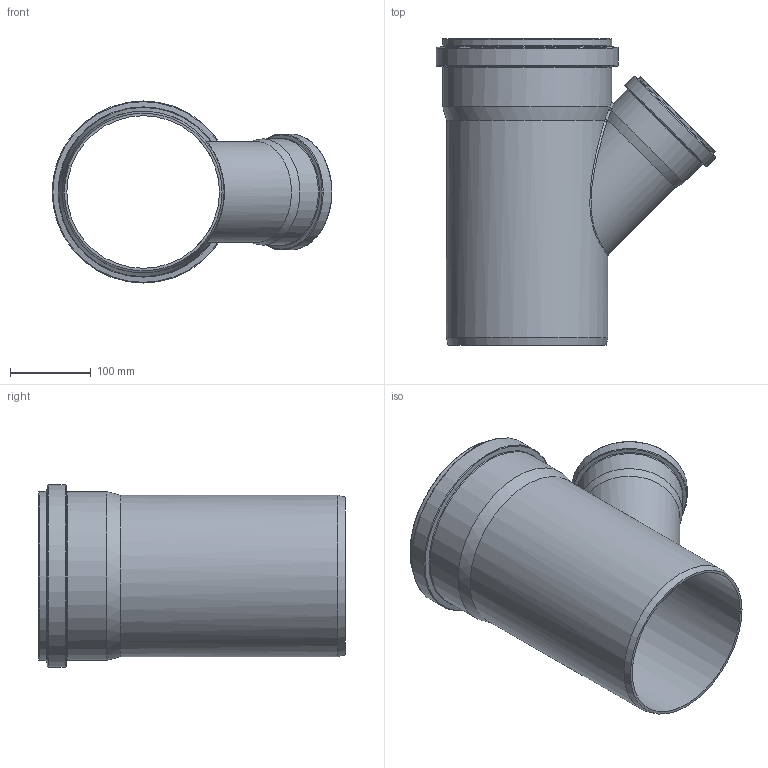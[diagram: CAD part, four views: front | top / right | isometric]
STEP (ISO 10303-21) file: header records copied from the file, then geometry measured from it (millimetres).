
FILE_DESCRIPTION(/* description */ (''),/* implementation_level */ '2;1');
FILE_NAME(/* name */ '223320 KGEA Abzweig DN_OD 200_125_45°.stp',/* time_stamp */ '2017-04-18T16:08:42+02:00',/* author */ ('user1'),/* organization */ (''),/* preprocessor_version */ 'ST-DEVELOPER v16.1',/* originating_system */ 'Autodesk Inventor 2016',/* authorisation */ '');
FILE_SCHEMA (('AUTOMOTIVE_DESIGN { 1 0 10303 214 3 1 1 }'));
Length unit declared in the file: millimetre
Products named in the file (1): 223320 KGEA Abzweig DN_OD 200_125_45°
Bounding box: 347 x 380 x 225.8 mm (x, y, z)
Volume: 1383509.3 mm3; surface area: 581493 mm2
Topology: 1 solids, 1 shells, 64 faces, 148 edges, 87 vertices
Faces by surface type: torus 20, cylinder 18, cone 13, bspline 8, plane 5
Full cylindrical faces by diameter (mm): 118.8 x1, 125.7 x1, 126 x2, 131.5 x1, 131.8 x1, 138 x1, 143.8 x1, 189.3 x1, 200.5 x1, 200.6 x1, 200.9 x2, 209.4 x1, 209.7 x1, 217 x1, 225.8 x1
Entity records: 2323 total; most frequent: CARTESIAN_POINT 1147, DIRECTION 224, ORIENTED_EDGE 184, EDGE_LOOP 118, AXIS2_PLACEMENT_3D 112, EDGE_CURVE 92, VERTEX_POINT 80, FACE_OUTER_BOUND 64
